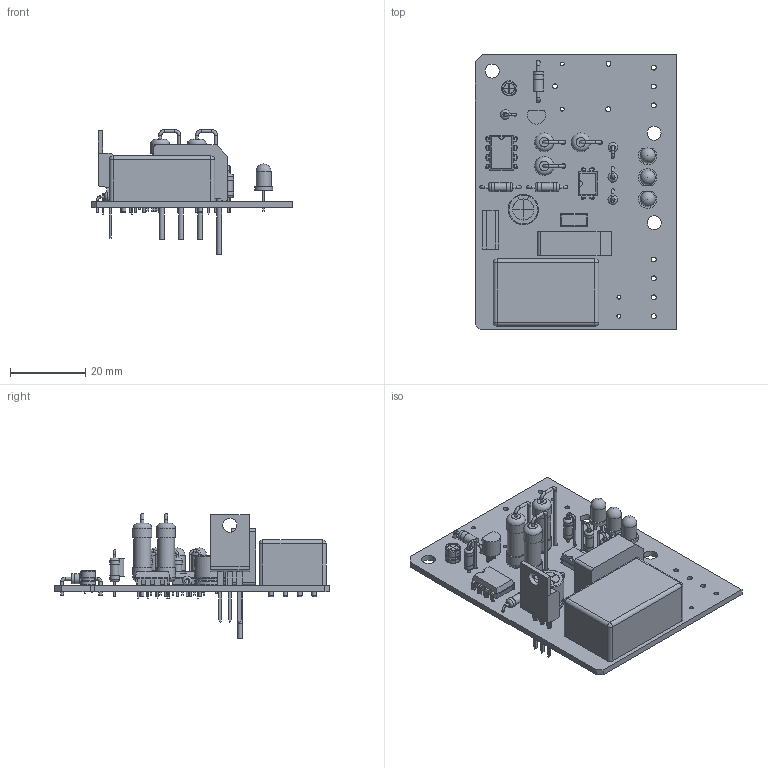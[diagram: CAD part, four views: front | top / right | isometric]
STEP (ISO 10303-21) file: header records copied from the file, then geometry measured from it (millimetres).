
FILE_DESCRIPTION(('KiCad electronic assembly'),'2;1');
FILE_NAME('Elevator_FirePanel Board.step','2019-09-22T18:57:58',( 'An Author'),('A Company'),'Open CASCADE STEP processor 6.9', 'KiCad to STEP converter','Unknown');
FILE_SCHEMA(('AUTOMOTIVE_DESIGN { 1 0 10303 214 1 1 1 1 }'));
Length unit declared in the file: millimetre
Products named in the file (30): Open CASCADE STEP translator 6.9 1; LED_D4.0mm; SOLID; CP_Radial_D8.0mm_P3.50mm; CP_Radial_D4.0mm_P2.00mm; D_DO-41_SOD81_P10.16mm_Horizontal; Diode_Bridge_Vishay_KBL; TO-92_Inline; R_Axial_DIN0516_L15.5mm_D5.0mm_P5.08mm_Vertical; R_Axial_DIN0207_L6.3mm_D2.5mm_P2.54mm_Vertical; R_Axial_DIN0207_L6.3mm_D2.5mm_P10.16mm_Horizontal; DIP-4_W7.62mm; DIP-8_W7.62mm; TO-220-3_Vertical; C_Rect_L7.2mm_W3.5mm_P5.00mm_FKS2_FKP2_MKS2_MKP2; Transformer_Microphone_Lundahl_LL1587; COMPOUND
Assembly tree (37 placements, depth 3):
  Open CASCADE STEP translator 6.9 1
    LED_D4.0mm  x3
      SOLID
    CP_Radial_D8.0mm_P3.50mm
      SOLID
    CP_Radial_D4.0mm_P2.00mm
      SOLID
    D_DO-41_SOD81_P10.16mm_Horizontal
      SOLID
    Diode_Bridge_Vishay_KBL
      SOLID
    TO-92_Inline
      SOLID
    R_Axial_DIN0516_L15.5mm_D5.0mm_P5.08mm_Vertical  x3
      SOLID
    R_Axial_DIN0207_L6.3mm_D2.5mm_P2.54mm_Vertical  x4
      SOLID
    R_Axial_DIN0207_L6.3mm_D2.5mm_P10.16mm_Horizontal  x2
      SOLID
    DIP-4_W7.62mm
      SOLID
    DIP-8_W7.62mm
      SOLID
    TO-220-3_Vertical
      SOLID
    C_Rect_L7.2mm_W3.5mm_P5.00mm_FKS2_FKP2_MKS2_MKP2
      SOLID
    Transformer_Microphone_Lundahl_LL1587
      COMPOUND
    COMPOUND
Bounding box: 53.34 x 73.03 x 33.1 mm (x, y, z)
Volume: 16726.7 mm3; surface area: 15655.2 mm2
Topology: 30 solids, 32 shells, 797 faces, 1855 edges, 1169 vertices
Faces by surface type: plane 428, cylinder 245, bspline 52, torus 42, revolution 19, sphere 11
Full cylindrical faces by diameter (mm): 0.3 x2, 0.5 x4, 0.6 x26, 0.75 x3, 0.8 x44, 0.9 x6, 1 x4, 1.1 x5, 1.169 x7, 1.2 x6, 1.3 x14, 1.4 x4, 1.52 x7, 2.25 x6, 2.5 x12, 2.7 x2, 2.72 x1, 3.7 x3, 3.735 x1, 4 x3, 4.5 x3, 5 x6
Entity records: 50690 total; most frequent: CARTESIAN_POINT 13410, DIRECTION 6186, LINE 3642, VECTOR 3642, ORIENTED_EDGE 3224, PCURVE 3224, DEFINITIONAL_REPRESENTATION 3224, EDGE_CURVE 1612
